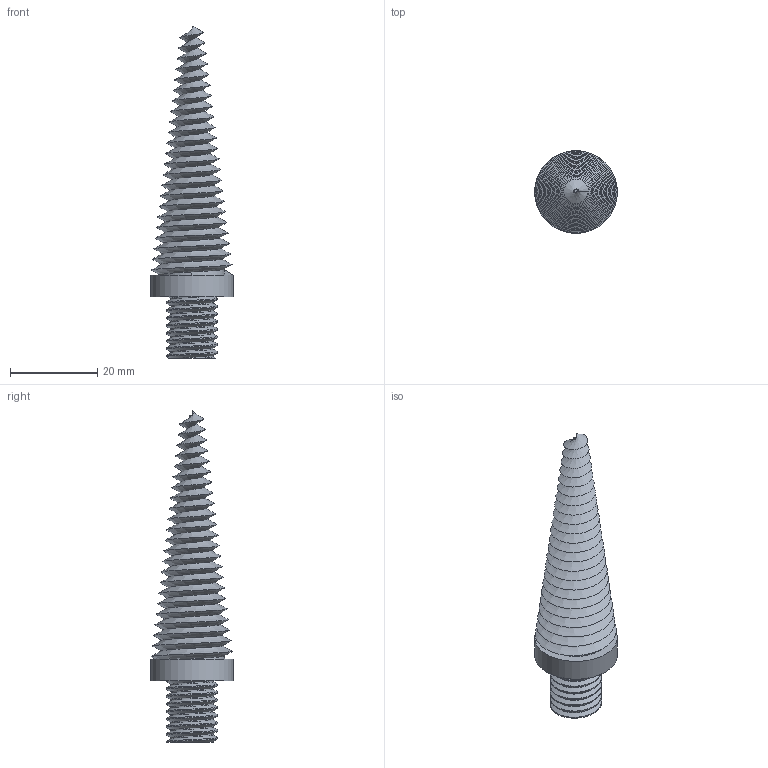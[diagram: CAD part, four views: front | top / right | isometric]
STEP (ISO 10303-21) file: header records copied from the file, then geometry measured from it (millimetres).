
FILE_DESCRIPTION(/* description */ (''),/* implementation_level */ '2;1');
FILE_NAME(/* name */ 'pigtail v6.step',/* time_stamp */ '2020-12-15T22:24:07+01:00',/* author */ (''),/* organization */ (''),/* preprocessor_version */ 'ST-DEVELOPER v18.1',/* originating_system */ 'Autodesk Translation Framework v9.7.1.1290',/* authorisation */ '');
FILE_SCHEMA (('AUTOMOTIVE_DESIGN { 1 0 10303 214 3 1 1 }'));
Length unit declared in the file: millimetre
Products named in the file (1): pigtail
Bounding box: 19 x 19 x 76.19 mm (x, y, z)
Volume: 7875.1 mm3; surface area: 4949.8 mm2
Topology: 1 solids, 1 shells, 49 faces, 134 edges, 88 vertices
Faces by surface type: cone 19, cylinder 19, plane 6, bspline 5
Full cylindrical faces by diameter (mm): 9.836 x7, 11.834 x7, 19 x1
Entity records: 16694 total; most frequent: CARTESIAN_POINT 15588, ORIENTED_EDGE 268, DIRECTION 151, EDGE_CURVE 134, VERTEX_POINT 88, B_SPLINE_CURVE_WITH_KNOTS 83, AXIS2_PLACEMENT_3D 55, EDGE_LOOP 50
